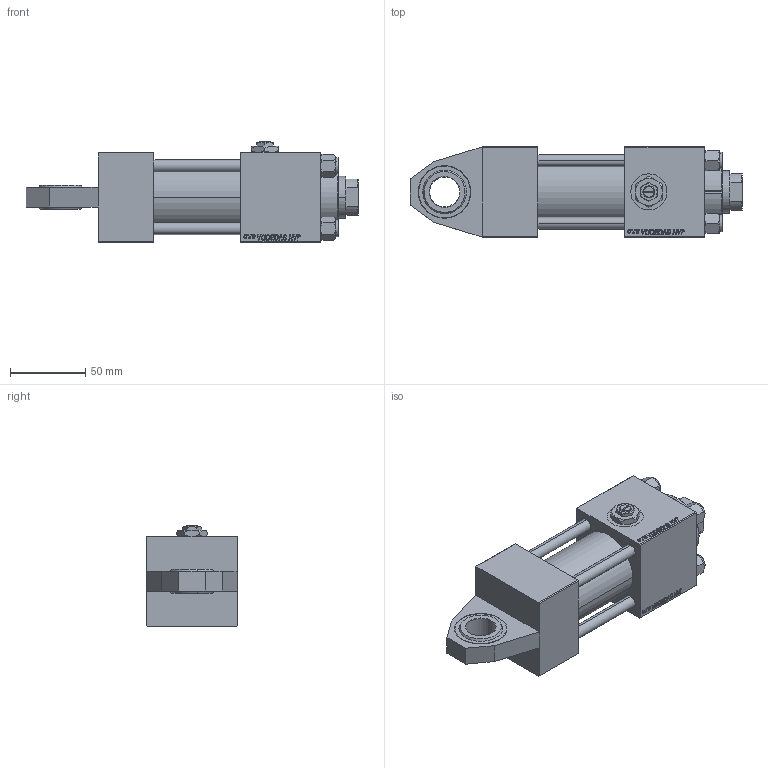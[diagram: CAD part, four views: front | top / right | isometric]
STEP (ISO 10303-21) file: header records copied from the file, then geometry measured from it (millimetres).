
FILE_DESCRIPTION (( 'STEP AP203' ), '1' );
FILE_NAME ('a5ba.STEP', '2022-04-15T19:44:28', ( '' ), ( '' ), 'SwSTEP 2.0', 'SolidWorks 2019', '' );
FILE_SCHEMA (( 'CONFIG_CONTROL_DESIGN' ));
Length unit declared in the file: millimetre
Products named in the file (8): V215CR_J_Body 51c470e7b9fe3c60b1f289ae7f2b4b94; NUT_M5_J 51c470e7b9fe3c60b1f289ae7f2b4b94; V215_VC_A 51c470e7b9fe3c60b1f289ae7f2b4b94; a5ba; V215CR_VCP_J 51c470e7b9fe3c60b1f289ae7f2b4b94; Zatka_pro_OIL_PORT 51c470e7b9fe3c60b1f289ae7f2b4b94; V215CR_J_VNITRNI_KROUZEK 51c470e7b9fe3c60b1f289ae7f2b4b94; V215CR_TYCINKA_J 51c470e7b9fe3c60b1f289ae7f2b4b94
Assembly tree (13 placements, depth 2):
  a5ba
    V215CR_J_Body 51c470e7b9fe3c60b1f289ae7f2b4b94
    V215CR_J_VNITRNI_KROUZEK 51c470e7b9fe3c60b1f289ae7f2b4b94
    V215CR_VCP_J 51c470e7b9fe3c60b1f289ae7f2b4b94
    V215CR_TYCINKA_J 51c470e7b9fe3c60b1f289ae7f2b4b94  x4
    NUT_M5_J 51c470e7b9fe3c60b1f289ae7f2b4b94  x4
    V215_VC_A 51c470e7b9fe3c60b1f289ae7f2b4b94
    Zatka_pro_OIL_PORT 51c470e7b9fe3c60b1f289ae7f2b4b94
Bounding box: 221 x 60 x 67 mm (x, y, z)
Volume: 447979.8 mm3; surface area: 121908.1 mm2
Topology: 13 solids, 13 shells, 1193 faces, 2990 edges, 1935 vertices
Faces by surface type: plane 540, bspline 392, cone 148, cylinder 93, torus 20
Entity records: 52058 total; most frequent: CARTESIAN_POINT 27687, ORIENTED_EDGE 5472, DIRECTION 3522, EDGE_CURVE 2736, VERTEX_POINT 1791, VECTOR 1598, LINE 1598, EDGE_LOOP 1203
